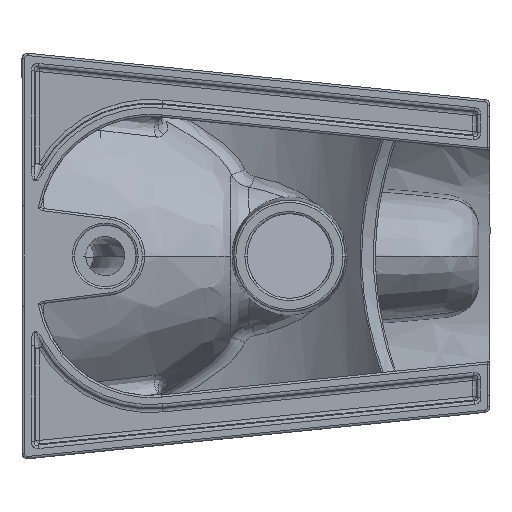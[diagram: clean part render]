
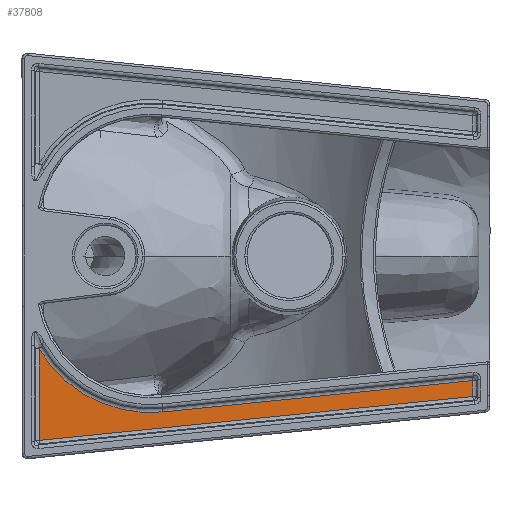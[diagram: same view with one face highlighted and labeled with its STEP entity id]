
A CAD part, left-side view. The second image highlights one B-rep face of the part: STEP entity #37808.
In plain terms, the highlighted planar face has unit normal (-1, 0, 0).
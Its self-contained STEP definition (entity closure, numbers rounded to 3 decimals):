
#232 = CARTESIAN_POINT ( 'NONE',  ( -257., -194.605, -111.802 ) ) ;
#2463 = DIRECTION ( 'NONE',  ( 1., 0., 0. ) ) ;
#3228 = DIRECTION ( 'NONE',  ( 0., 0., 1. ) ) ;
#3968 = CARTESIAN_POINT ( 'NONE',  ( -257., 83.382, -139.931 ) ) ;
#4485 = LINE ( 'NONE', #41320, #36179 ) ;
#7743 = DIRECTION ( 'NONE',  ( 1., 0., 0. ) ) ;
#8121 = DIRECTION ( 'NONE',  ( 0., 1., 0. ) ) ;
#9573 = EDGE_CURVE ( 'NONE', #42522, #11411, #19701, .T. ) ;
#10191 = VERTEX_POINT ( 'NONE', #3968 ) ;
#10985 = CARTESIAN_POINT ( 'NONE',  ( -257., 95., -25.123 ) ) ;
#11411 = VERTEX_POINT ( 'NONE', #232 ) ;
#12833 = AXIS2_PLACEMENT_3D ( 'NONE', #41075, #2463, #8121 ) ;
#15521 = DIRECTION ( 'NONE',  ( 0., 0., -1. ) ) ;
#17144 = EDGE_CURVE ( 'NONE', #25437, #41796, #32012, .T. ) ;
#17279 = ORIENTED_EDGE ( 'NONE', *, *, #30128, .T. ) ;
#19701 = LINE ( 'NONE', #32927, #30249 ) ;
#20057 = CARTESIAN_POINT ( 'NONE',  ( -257., 83.382, -139.931 ) ) ;
#21349 = CARTESIAN_POINT ( 'NONE',  ( -257., -194.605, -126.084 ) ) ;
#23223 = VECTOR ( 'NONE', #15521, 1000. ) ;
#23568 = EDGE_LOOP ( 'NONE', ( #28091, #33535, #30244, #41162, #17279 ) ) ;
#25437 = VERTEX_POINT ( 'NONE', #41312 ) ;
#25501 = CARTESIAN_POINT ( 'NONE',  ( -257., 194.605, -167.482 ) ) ;
#26608 = DIRECTION ( 'NONE',  ( 0., 1., 0. ) ) ;
#28091 = ORIENTED_EDGE ( 'NONE', *, *, #9573, .T. ) ;
#28307 = DIRECTION ( 'NONE',  ( 0., -0.995, 0.101 ) ) ;
#28904 = CARTESIAN_POINT ( 'NONE',  ( -257., 194.605, -165.468 ) ) ;
#30128 = EDGE_CURVE ( 'NONE', #41796, #42522, #4485, .T. ) ;
#30244 = ORIENTED_EDGE ( 'NONE', *, *, #42519, .T. ) ;
#30249 = VECTOR ( 'NONE', #3228, 1000. ) ;
#30664 = LINE ( 'NONE', #20057, #42681 ) ;
#30715 = PLANE ( 'NONE',  #37097 ) ;
#31522 = CIRCLE ( 'NONE', #12833, 115.395 ) ;
#32012 = LINE ( 'NONE', #25501, #23223 ) ;
#32927 = CARTESIAN_POINT ( 'NONE',  ( -257., -194.605, -109.788 ) ) ;
#33535 = ORIENTED_EDGE ( 'NONE', *, *, #38258, .T. ) ;
#36179 = VECTOR ( 'NONE', #28307, 1000. ) ;
#36594 = FACE_OUTER_BOUND ( 'NONE', #23568, .T. ) ;
#36963 = DIRECTION ( 'NONE',  ( 0., 0.995, -0.101 ) ) ;
#37097 = AXIS2_PLACEMENT_3D ( 'NONE', #10985, #7743, #26608 ) ;
#37808 = ADVANCED_FACE ( 'NONE', ( #36594 ), #30715, .F. ) ;
#38258 = EDGE_CURVE ( 'NONE', #11411, #10191, #30664, .T. ) ;
#41075 = CARTESIAN_POINT ( 'NONE',  ( -257., 95., -25.123 ) ) ;
#41162 = ORIENTED_EDGE ( 'NONE', *, *, #17144, .T. ) ;
#41312 = CARTESIAN_POINT ( 'NONE',  ( -257., 194.605, -83.388 ) ) ;
#41320 = CARTESIAN_POINT ( 'NONE',  ( -257., -196.242, -125.918 ) ) ;
#41796 = VERTEX_POINT ( 'NONE', #28904 ) ;
#42519 = EDGE_CURVE ( 'NONE', #10191, #25437, #31522, .T. ) ;
#42522 = VERTEX_POINT ( 'NONE', #21349 ) ;
#42681 = VECTOR ( 'NONE', #36963, 1000. ) ;
